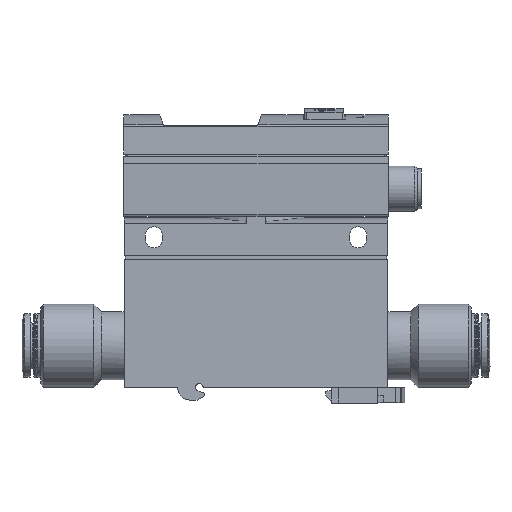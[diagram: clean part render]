
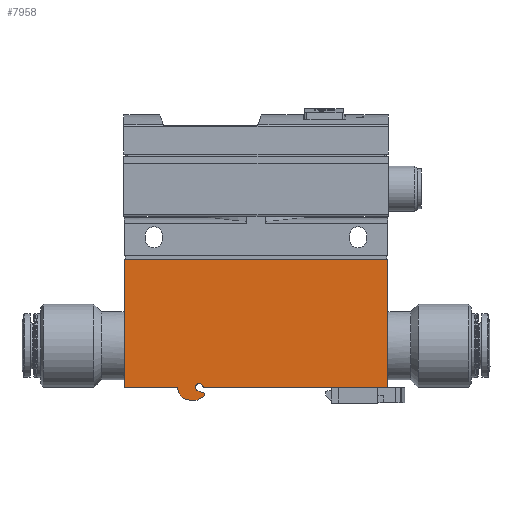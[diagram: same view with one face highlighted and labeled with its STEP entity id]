
A CAD part, left-side view. The second image highlights one B-rep face of the part: STEP entity #7958.
In plain terms, the highlighted face is planar.
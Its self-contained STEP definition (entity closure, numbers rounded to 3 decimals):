
#239=CIRCLE('',#8367,3.4);
#245=CIRCLE('',#8378,1.);
#684=ORIENTED_EDGE('',*,*,#2301,.F.);
#685=ORIENTED_EDGE('',*,*,#2287,.T.);
#686=ORIENTED_EDGE('',*,*,#2300,.T.);
#687=ORIENTED_EDGE('',*,*,#2258,.T.);
#688=ORIENTED_EDGE('',*,*,#2265,.T.);
#689=ORIENTED_EDGE('',*,*,#2268,.T.);
#690=ORIENTED_EDGE('',*,*,#2271,.T.);
#691=ORIENTED_EDGE('',*,*,#2274,.T.);
#692=ORIENTED_EDGE('',*,*,#2280,.F.);
#693=ORIENTED_EDGE('',*,*,#2282,.T.);
#694=ORIENTED_EDGE('',*,*,#2225,.T.);
#695=ORIENTED_EDGE('',*,*,#2066,.T.);
#2066=EDGE_CURVE('',#2900,#2899,#3473,.T.);
#2225=EDGE_CURVE('',#3034,#2900,#3562,.T.);
#2258=EDGE_CURVE('',#3059,#3058,#239,.T.);
#2265=EDGE_CURVE('',#3058,#3064,#3594,.T.);
#2268=EDGE_CURVE('',#3064,#3066,#3597,.T.);
#2271=EDGE_CURVE('',#3066,#3068,#3600,.T.);
#2274=EDGE_CURVE('',#3068,#3070,#3603,.T.);
#2280=EDGE_CURVE('',#3074,#3070,#245,.T.);
#2282=EDGE_CURVE('',#3074,#3034,#3607,.T.);
#2287=EDGE_CURVE('',#3079,#3080,#3611,.T.);
#2300=EDGE_CURVE('',#3080,#3059,#3624,.T.);
#2301=EDGE_CURVE('',#3079,#2899,#3625,.T.);
#2899=VERTEX_POINT('',#10597);
#2900=VERTEX_POINT('',#10599);
#3034=VERTEX_POINT('',#11001);
#3058=VERTEX_POINT('',#11063);
#3059=VERTEX_POINT('',#11065);
#3064=VERTEX_POINT('',#11077);
#3066=VERTEX_POINT('',#11083);
#3068=VERTEX_POINT('',#11089);
#3070=VERTEX_POINT('',#11095);
#3074=VERTEX_POINT('',#11106);
#3079=VERTEX_POINT('',#11121);
#3080=VERTEX_POINT('',#11122);
#3473=LINE('',#10598,#4058);
#3562=LINE('',#11000,#4147);
#3594=LINE('',#11078,#4179);
#3597=LINE('',#11084,#4182);
#3600=LINE('',#11090,#4185);
#3603=LINE('',#11096,#4188);
#3607=LINE('',#11110,#4192);
#3611=LINE('',#11120,#4196);
#3624=LINE('',#11142,#4209);
#3625=LINE('',#11144,#4210);
#4058=VECTOR('',#8856,1000.);
#4147=VECTOR('',#9109,1000.);
#4179=VECTOR('',#9171,1000.);
#4182=VECTOR('',#9176,1000.);
#4185=VECTOR('',#9181,1000.);
#4188=VECTOR('',#9186,1000.);
#4192=VECTOR('',#9202,1000.);
#4196=VECTOR('',#9210,1000.);
#4209=VECTOR('',#9225,1000.);
#4210=VECTOR('',#9228,1000.);
#4699=EDGE_LOOP('',(#684,#685,#686,#687,#688,#689,#690,#691,#692,#693,#694,
#695));
#5148=FACE_BOUND('',#4699,.T.);
#5570=PLANE('',#8383);
#7958=ADVANCED_FACE('',(#5148),#5570,.T.);
#8367=AXIS2_PLACEMENT_3D('',#11064,#9159,#9160);
#8378=AXIS2_PLACEMENT_3D('',#11107,#9197,#9198);
#8383=AXIS2_PLACEMENT_3D('',#11143,#9226,#9227);
#8856=DIRECTION('',(0.,0.,-1.));
#9109=DIRECTION('',(0.,-1.,0.));
#9159=DIRECTION('',(1.,0.,0.));
#9160=DIRECTION('',(0.,0.,-1.));
#9171=DIRECTION('',(0.,-1.,0.));
#9176=DIRECTION('',(0.,-0.866,-0.5));
#9181=DIRECTION('',(0.,0.,-1.));
#9186=DIRECTION('',(0.,0.94,-0.342));
#9197=DIRECTION('',(1.,0.,0.));
#9198=DIRECTION('',(0.,0.,-1.));
#9202=DIRECTION('',(0.,-0.707,0.707));
#9210=DIRECTION('',(0.,0.,1.));
#9225=DIRECTION('',(0.,-1.,0.));
#9226=DIRECTION('',(1.,0.,0.));
#9227=DIRECTION('',(0.,0.,-1.));
#9228=DIRECTION('',(0.,-1.,0.));
#10597=CARTESIAN_POINT('',(16.15,-34.9,-33.9));
#10598=CARTESIAN_POINT('',(16.15,-34.9,0.));
#10599=CARTESIAN_POINT('',(16.15,-34.9,0.));
#11000=CARTESIAN_POINT('',(16.15,13.9,0.));
#11001=CARTESIAN_POINT('',(16.15,13.9,0.));
#11063=CARTESIAN_POINT('',(16.15,17.35,3.4));
#11064=CARTESIAN_POINT('',(16.15,17.35,0.));
#11065=CARTESIAN_POINT('',(16.15,20.75,0.));
#11077=CARTESIAN_POINT('',(16.15,15.6,3.4));
#11078=CARTESIAN_POINT('',(16.15,17.35,3.4));
#11083=CARTESIAN_POINT('',(16.15,13.6,2.245));
#11084=CARTESIAN_POINT('',(16.15,15.6,3.4));
#11089=CARTESIAN_POINT('',(16.15,13.6,1.574));
#11090=CARTESIAN_POINT('',(16.15,13.6,2.245));
#11095=CARTESIAN_POINT('',(16.15,15.342,0.94));
#11096=CARTESIAN_POINT('',(16.15,13.6,1.574));
#11106=CARTESIAN_POINT('',(16.15,14.006,-0.106));
#11107=CARTESIAN_POINT('',(16.15,15.,0.));
#11110=CARTESIAN_POINT('',(16.15,14.006,-0.106));
#11120=CARTESIAN_POINT('',(16.15,34.9,-44.8));
#11121=CARTESIAN_POINT('',(16.15,34.9,-33.9));
#11122=CARTESIAN_POINT('',(16.15,34.9,0.));
#11142=CARTESIAN_POINT('',(16.15,34.9,0.));
#11143=CARTESIAN_POINT('',(16.15,15.,0.));
#11144=CARTESIAN_POINT('',(16.15,15.,-33.9));
